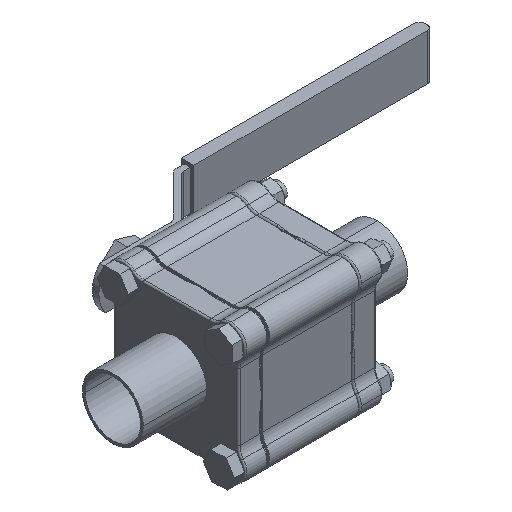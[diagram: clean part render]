
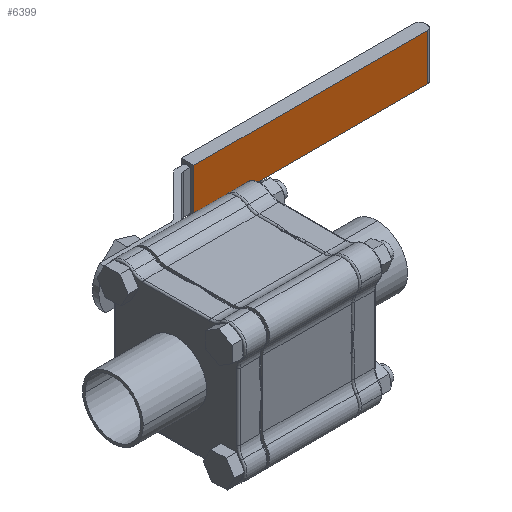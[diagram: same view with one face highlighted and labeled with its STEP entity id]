
A CAD part, isometric view. The second image highlights one B-rep face of the part: STEP entity #6399.
In plain terms, the highlighted planar face has unit normal (0, -1, 0).
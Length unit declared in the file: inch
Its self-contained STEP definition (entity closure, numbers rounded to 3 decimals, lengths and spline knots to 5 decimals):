
#420 = VERTEX_POINT ( 'NONE', #3477 ) ;
#864 = EDGE_LOOP ( 'NONE', ( #7595, #3248, #8112, #5206 ) ) ;
#1279 = VECTOR ( 'NONE', #10350, 39.37008 ) ;
#1685 = CARTESIAN_POINT ( 'NONE',  ( 6.18808, 4.33475, 0.57523 ) ) ;
#1769 = DIRECTION ( 'NONE',  ( 0., 1., 0. ) ) ;
#2253 = VECTOR ( 'NONE', #6726, 39.37008 ) ;
#2847 = DIRECTION ( 'NONE',  ( 1., 0., 0. ) ) ;
#3248 = ORIENTED_EDGE ( 'NONE', *, *, #27706, .T. ) ;
#3477 = CARTESIAN_POINT ( 'NONE',  ( 6.18808, 4.33475, -0.5665 ) ) ;
#3816 = CARTESIAN_POINT ( 'NONE',  ( 0.42036, 4.33475, 0.57523 ) ) ;
#4054 = CARTESIAN_POINT ( 'NONE',  ( 6.18808, 4.33475, -0.5665 ) ) ;
#5206 = ORIENTED_EDGE ( 'NONE', *, *, #27964, .F. ) ;
#6399 = ADVANCED_FACE ( 'NONE', ( #17682 ), #10284, .F. ) ;
#6726 = DIRECTION ( 'NONE',  ( 0., 0., -1. ) ) ;
#7186 = CARTESIAN_POINT ( 'NONE',  ( 6.18808, 4.33475, 0.57523 ) ) ;
#7595 = ORIENTED_EDGE ( 'NONE', *, *, #7974, .F. ) ;
#7974 = EDGE_CURVE ( 'NONE', #18403, #20485, #21376, .T. ) ;
#8112 = ORIENTED_EDGE ( 'NONE', *, *, #20612, .T. ) ;
#10284 = PLANE ( 'NONE',  #11228 ) ;
#10350 = DIRECTION ( 'NONE',  ( 0., 0., -1. ) ) ;
#11228 = AXIS2_PLACEMENT_3D ( 'NONE', #1685, #1769, #16979 ) ;
#12651 = VECTOR ( 'NONE', #23564, 39.37008 ) ;
#14205 = VERTEX_POINT ( 'NONE', #27319 ) ;
#16616 = CARTESIAN_POINT ( 'NONE',  ( 6.18808, 4.33475, 0.57523 ) ) ;
#16979 = DIRECTION ( 'NONE',  ( -1., 0., 0. ) ) ;
#17682 = FACE_OUTER_BOUND ( 'NONE', #864, .T. ) ;
#18403 = VERTEX_POINT ( 'NONE', #21254 ) ;
#19613 = LINE ( 'NONE', #19774, #2253 ) ;
#19773 = LINE ( 'NONE', #4054, #12651 ) ;
#19774 = CARTESIAN_POINT ( 'NONE',  ( 6.18808, 4.33475, 0.57523 ) ) ;
#20485 = VERTEX_POINT ( 'NONE', #16616 ) ;
#20612 = EDGE_CURVE ( 'NONE', #14205, #420, #19773, .T. ) ;
#20688 = VECTOR ( 'NONE', #2847, 39.37008 ) ;
#21254 = CARTESIAN_POINT ( 'NONE',  ( 0.42036, 4.33475, 0.57523 ) ) ;
#21376 = LINE ( 'NONE', #7186, #20688 ) ;
#23031 = LINE ( 'NONE', #3816, #1279 ) ;
#23564 = DIRECTION ( 'NONE',  ( 1., 0., 0. ) ) ;
#27319 = CARTESIAN_POINT ( 'NONE',  ( 0.42036, 4.33475, -0.5665 ) ) ;
#27706 = EDGE_CURVE ( 'NONE', #18403, #14205, #23031, .T. ) ;
#27964 = EDGE_CURVE ( 'NONE', #20485, #420, #19613, .T. ) ;
